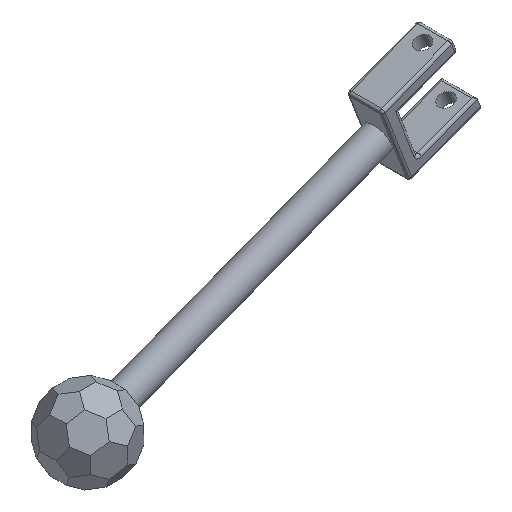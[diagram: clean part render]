
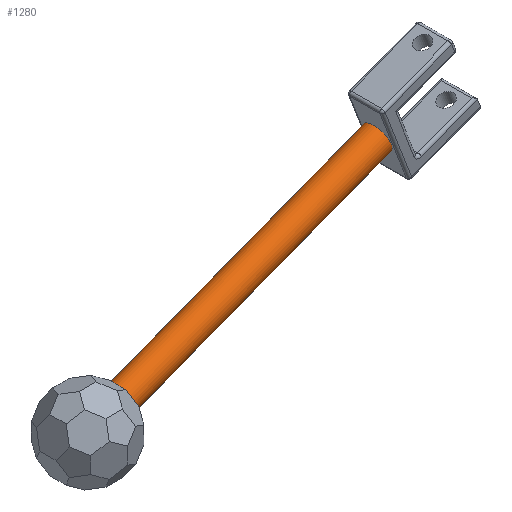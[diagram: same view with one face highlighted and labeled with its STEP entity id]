
A CAD part, isometric view. The second image highlights one B-rep face of the part: STEP entity #1280.
In plain terms, the highlighted cylindrical face has radius 5 mm (diameter 10 mm), a full revolution.
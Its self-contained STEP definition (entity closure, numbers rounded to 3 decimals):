
#111=CIRCLE('',#1411,5.);
#114=CIRCLE('',#1423,5.);
#160=FACE_OUTER_BOUND('',#241,.T.);
#241=EDGE_LOOP('',(#1028,#1029,#1030,#1031));
#328=LINE('',#2021,#466);
#466=VECTOR('',#1679,5.);
#603=VERTEX_POINT('',#2002);
#606=VERTEX_POINT('',#2020);
#751=EDGE_CURVE('',#603,#603,#111,.T.);
#757=EDGE_CURVE('',#603,#606,#328,.T.);
#758=EDGE_CURVE('',#606,#606,#114,.T.);
#1028=ORIENTED_EDGE('',*,*,#751,.F.);
#1029=ORIENTED_EDGE('',*,*,#757,.T.);
#1030=ORIENTED_EDGE('',*,*,#758,.F.);
#1031=ORIENTED_EDGE('',*,*,#757,.F.);
#1236=CYLINDRICAL_SURFACE('',#1422,5.);
#1280=ADVANCED_FACE('',(#160),#1236,.T.);
#1411=AXIS2_PLACEMENT_3D('',#2003,#1652,#1653);
#1422=AXIS2_PLACEMENT_3D('',#2019,#1677,#1678);
#1423=AXIS2_PLACEMENT_3D('',#2022,#1680,#1681);
#1652=DIRECTION('center_axis',(0.934,0.,0.357));
#1653=DIRECTION('ref_axis',(0.357,0.,-0.934));
#1677=DIRECTION('center_axis',(0.934,0.,0.357));
#1678=DIRECTION('ref_axis',(0.357,0.,-0.934));
#1679=DIRECTION('',(-0.934,0.,-0.357));
#1680=DIRECTION('center_axis',(-0.934,0.,
-0.357));
#1681=DIRECTION('ref_axis',(0.357,0.,-0.934));
#2002=CARTESIAN_POINT('',(104.341,0.,45.207));
#2003=CARTESIAN_POINT('Origin',(106.125,0.,40.536));
#2019=CARTESIAN_POINT('Origin',(12.708,0.,4.854));
#2020=CARTESIAN_POINT('',(10.924,0.,9.525));
#2021=CARTESIAN_POINT('',(10.924,0.,9.525));
#2022=CARTESIAN_POINT('Origin',(12.708,0.,4.854));
